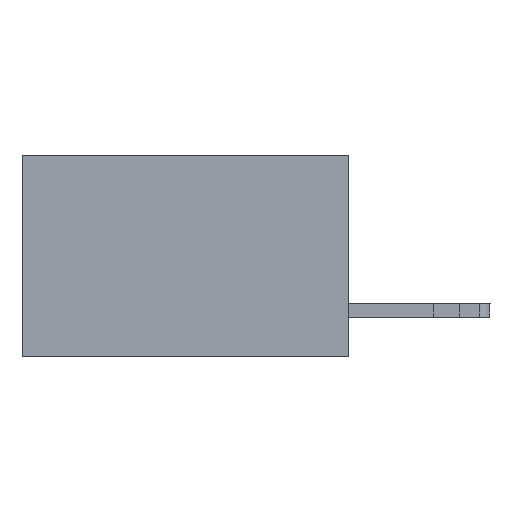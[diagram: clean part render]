
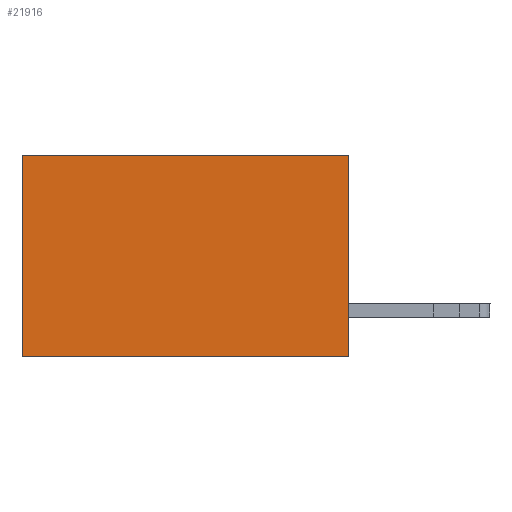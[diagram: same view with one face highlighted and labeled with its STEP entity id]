
A CAD part, left-side view. The second image highlights one B-rep face of the part: STEP entity #21916.
In plain terms, the highlighted planar face has unit normal (-1, 0, 0).
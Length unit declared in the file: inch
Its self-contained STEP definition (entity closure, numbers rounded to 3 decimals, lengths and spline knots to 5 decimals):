
#172 = CARTESIAN_POINT ( 'NONE',  ( 0.298, 0., 0. ) ) ;
#208 = EDGE_CURVE ( 'NONE', #218, #7754, #22109, .T. ) ;
#218 = VERTEX_POINT ( 'NONE', #172 ) ;
#416 = DIRECTION ( 'NONE',  ( 0., 1., 0. ) ) ;
#827 = VERTEX_POINT ( 'NONE', #22663 ) ;
#1614 = EDGE_CURVE ( 'NONE', #218, #827, #9349, .T. ) ;
#1766 = CARTESIAN_POINT ( 'NONE',  ( 0.298, 0., -0.37 ) ) ;
#2053 = EDGE_LOOP ( 'NONE', ( #15443, #6014, #12494, #8496 ) ) ;
#2252 = DIRECTION ( 'NONE',  ( 0., 0., -1. ) ) ;
#3956 = AXIS2_PLACEMENT_3D ( 'NONE', #11294, #13033, #18504 ) ;
#4499 = VECTOR ( 'NONE', #2252, 39.37008 ) ;
#4937 = VERTEX_POINT ( 'NONE', #7614 ) ;
#5396 = VECTOR ( 'NONE', #11229, 39.37008 ) ;
#5446 = DIRECTION ( 'NONE',  ( 0., 1., 0. ) ) ;
#6014 = ORIENTED_EDGE ( 'NONE', *, *, #19636, .F. ) ;
#7424 = PLANE ( 'NONE',  #3956 ) ;
#7614 = CARTESIAN_POINT ( 'NONE',  ( 0.298, 0.6, -0.37 ) ) ;
#7706 = CARTESIAN_POINT ( 'NONE',  ( 0.298, 0., 0. ) ) ;
#7754 = VERTEX_POINT ( 'NONE', #11235 ) ;
#8021 = EDGE_CURVE ( 'NONE', #7754, #4937, #11369, .T. ) ;
#8496 = ORIENTED_EDGE ( 'NONE', *, *, #208, .T. ) ;
#9349 = LINE ( 'NONE', #7706, #4499 ) ;
#10648 = LINE ( 'NONE', #1766, #23344 ) ;
#11229 = DIRECTION ( 'NONE',  ( 0., 0., -1. ) ) ;
#11235 = CARTESIAN_POINT ( 'NONE',  ( 0.298, 0.6, 0. ) ) ;
#11294 = CARTESIAN_POINT ( 'NONE',  ( 0.298, 0., 0. ) ) ;
#11369 = LINE ( 'NONE', #16404, #5396 ) ;
#12494 = ORIENTED_EDGE ( 'NONE', *, *, #1614, .F. ) ;
#13033 = DIRECTION ( 'NONE',  ( 1., 0., 0. ) ) ;
#13169 = CARTESIAN_POINT ( 'NONE',  ( 0.298, 0., 0. ) ) ;
#15045 = FACE_OUTER_BOUND ( 'NONE', #2053, .T. ) ;
#15443 = ORIENTED_EDGE ( 'NONE', *, *, #8021, .T. ) ;
#16404 = CARTESIAN_POINT ( 'NONE',  ( 0.298, 0.6, 0. ) ) ;
#18504 = DIRECTION ( 'NONE',  ( 0., 0., -1. ) ) ;
#19636 = EDGE_CURVE ( 'NONE', #827, #4937, #10648, .T. ) ;
#21916 = ADVANCED_FACE ( 'NONE', ( #15045 ), #7424, .F. ) ;
#22109 = LINE ( 'NONE', #13169, #23220 ) ;
#22663 = CARTESIAN_POINT ( 'NONE',  ( 0.298, 0., -0.37 ) ) ;
#23220 = VECTOR ( 'NONE', #416, 39.37008 ) ;
#23344 = VECTOR ( 'NONE', #5446, 39.37008 ) ;
